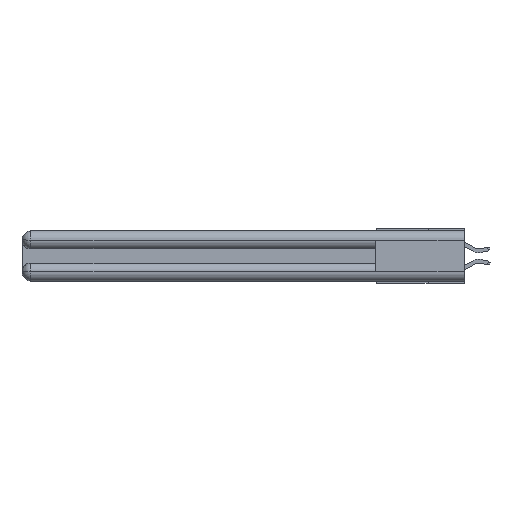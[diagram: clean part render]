
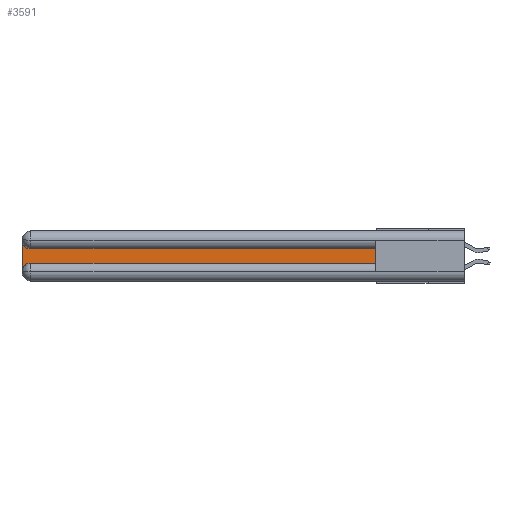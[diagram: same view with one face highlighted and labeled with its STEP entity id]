
A CAD part, left-side view. The second image highlights one B-rep face of the part: STEP entity #3591.
In plain terms, the highlighted planar face has unit normal (-1, 0, 0).
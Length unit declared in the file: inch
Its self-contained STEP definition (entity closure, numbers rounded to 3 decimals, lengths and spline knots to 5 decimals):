
#321 = DIRECTION ( 'NONE',  ( 0., 0., -1. ) ) ;
#1186 = DIRECTION ( 'NONE',  ( 0., 0., -1. ) ) ;
#1544 = AXIS2_PLACEMENT_3D ( 'NONE', #2165, #20972, #321 ) ;
#2044 = CARTESIAN_POINT ( 'NONE',  ( 0.075, 3., -0.2775 ) ) ;
#2118 = CARTESIAN_POINT ( 'NONE',  ( 0.075, 0.6, -0.2175 ) ) ;
#2165 = CARTESIAN_POINT ( 'NONE',  ( 0.075, 2.94, -0.0625 ) ) ;
#2297 = VECTOR ( 'NONE', #1186, 39.37008 ) ;
#2444 = CARTESIAN_POINT ( 'NONE',  ( 0.075, 0.6, -0.1225 ) ) ;
#2652 = VECTOR ( 'NONE', #16749, 39.37008 ) ;
#2685 = VERTEX_POINT ( 'NONE', #18937 ) ;
#2709 = VERTEX_POINT ( 'NONE', #2044 ) ;
#3385 = CARTESIAN_POINT ( 'NONE',  ( 0.075, 2.94, -0.2175 ) ) ;
#3591 = ADVANCED_FACE ( 'NONE', ( #22335 ), #4773, .F. ) ;
#3728 = EDGE_LOOP ( 'NONE', ( #23847, #20149, #7704, #20992, #8313, #19865 ) ) ;
#3993 = VERTEX_POINT ( 'NONE', #4034 ) ;
#4034 = CARTESIAN_POINT ( 'NONE',  ( 0.075, 0.6, -0.2175 ) ) ;
#4257 = LINE ( 'NONE', #2444, #2652 ) ;
#4773 = PLANE ( 'NONE',  #18277 ) ;
#5015 = VERTEX_POINT ( 'NONE', #3385 ) ;
#5234 = AXIS2_PLACEMENT_3D ( 'NONE', #26326, #20133, #7697 ) ;
#5300 = EDGE_CURVE ( 'NONE', #5015, #3993, #19953, .T. ) ;
#5893 = VECTOR ( 'NONE', #20143, 39.37008 ) ;
#7697 = DIRECTION ( 'NONE',  ( 0., 0., -1. ) ) ;
#7704 = ORIENTED_EDGE ( 'NONE', *, *, #21791, .T. ) ;
#8313 = ORIENTED_EDGE ( 'NONE', *, *, #5300, .T. ) ;
#8973 = CARTESIAN_POINT ( 'NONE',  ( 0.075, 3., -0.1225 ) ) ;
#8990 = EDGE_CURVE ( 'NONE', #11515, #15646, #14415, .T. ) ;
#8991 = EDGE_CURVE ( 'NONE', #2685, #11515, #4257, .T. ) ;
#9761 = CARTESIAN_POINT ( 'NONE',  ( 0.075, 3., -0.0625 ) ) ;
#11515 = VERTEX_POINT ( 'NONE', #14149 ) ;
#12327 = VECTOR ( 'NONE', #25469, 39.37008 ) ;
#14149 = CARTESIAN_POINT ( 'NONE',  ( 0.075, 2.94, -0.1225 ) ) ;
#14415 = CIRCLE ( 'NONE', #1544, 0.06 ) ;
#15646 = VERTEX_POINT ( 'NONE', #9761 ) ;
#16749 = DIRECTION ( 'NONE',  ( 0., 1., 0. ) ) ;
#18277 = AXIS2_PLACEMENT_3D ( 'NONE', #8973, #23565, #25660 ) ;
#18937 = CARTESIAN_POINT ( 'NONE',  ( 0.075, 0.6, -0.1225 ) ) ;
#18985 = EDGE_CURVE ( 'NONE', #3993, #2685, #23763, .T. ) ;
#19277 = CIRCLE ( 'NONE', #5234, 0.06 ) ;
#19865 = ORIENTED_EDGE ( 'NONE', *, *, #18985, .T. ) ;
#19953 = LINE ( 'NONE', #22429, #5893 ) ;
#20133 = DIRECTION ( 'NONE',  ( 1., 0., 0. ) ) ;
#20143 = DIRECTION ( 'NONE',  ( 0., -1., 0. ) ) ;
#20149 = ORIENTED_EDGE ( 'NONE', *, *, #8990, .T. ) ;
#20972 = DIRECTION ( 'NONE',  ( 1., 0., 0. ) ) ;
#20992 = ORIENTED_EDGE ( 'NONE', *, *, #21169, .T. ) ;
#21169 = EDGE_CURVE ( 'NONE', #2709, #5015, #19277, .T. ) ;
#21258 = LINE ( 'NONE', #22018, #2297 ) ;
#21791 = EDGE_CURVE ( 'NONE', #15646, #2709, #21258, .T. ) ;
#22018 = CARTESIAN_POINT ( 'NONE',  ( 0.075, 3., -0.2175 ) ) ;
#22335 = FACE_OUTER_BOUND ( 'NONE', #3728, .T. ) ;
#22429 = CARTESIAN_POINT ( 'NONE',  ( 0.075, 0.6, -0.2175 ) ) ;
#23565 = DIRECTION ( 'NONE',  ( 1., 0., 0. ) ) ;
#23763 = LINE ( 'NONE', #2118, #12327 ) ;
#23847 = ORIENTED_EDGE ( 'NONE', *, *, #8991, .T. ) ;
#25469 = DIRECTION ( 'NONE',  ( 0., 0., 1. ) ) ;
#25660 = DIRECTION ( 'NONE',  ( 0., 0., -1. ) ) ;
#26326 = CARTESIAN_POINT ( 'NONE',  ( 0.075, 2.94, -0.2775 ) ) ;
